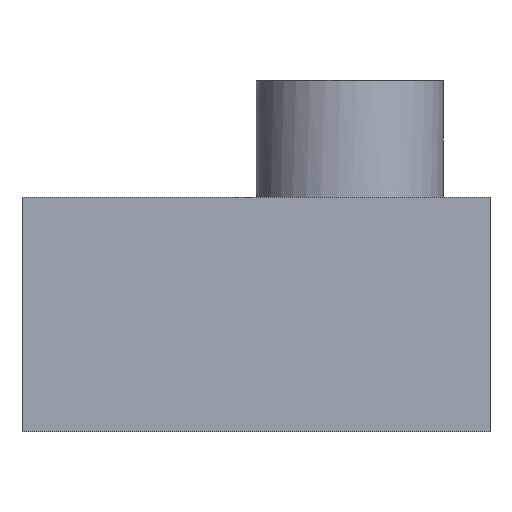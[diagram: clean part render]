
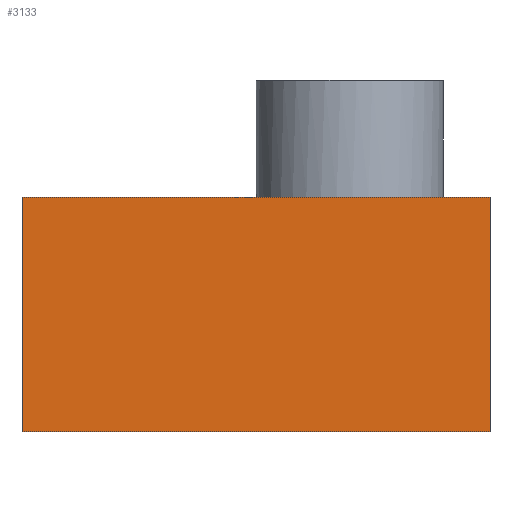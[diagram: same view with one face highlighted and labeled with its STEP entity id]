
A CAD part, front view. The second image highlights one B-rep face of the part: STEP entity #3133.
In plain terms, the highlighted planar face has unit normal (0, -1, 0).
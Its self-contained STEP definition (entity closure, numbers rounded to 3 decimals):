
#3133 = ADVANCED_FACE('',(#3134),#3147,.T.);
#3134 = FACE_BOUND('',#3135,.T.);
#3135 = EDGE_LOOP('',(#3136,#3157,#3171,#3185));
#3136 = ORIENTED_EDGE('',*,*,#3137,.T.);
#3137 = EDGE_CURVE('',#3138,#3140,#3142,.T.);
#3138 = VERTEX_POINT('',#3139);
#3139 = CARTESIAN_POINT('',(219.967,69.85,10.));
#3140 = VERTEX_POINT('',#3141);
#3141 = CARTESIAN_POINT('',(199.967,69.85,10.));
#3142 = SURFACE_CURVE('',#3143,(#3146),.PCURVE_S1.);
#3143 = B_SPLINE_CURVE_WITH_KNOTS('',1,(#3144,#3145),.UNSPECIFIED.,.F.,
  .F.,(2,2),(-20.,0.),.PIECEWISE_BEZIER_KNOTS.);
#3144 = CARTESIAN_POINT('',(219.967,69.85,10.));
#3145 = CARTESIAN_POINT('',(199.967,69.85,10.));
#3146 = PCURVE('',#3147,#3152);
#3147 = PLANE('',#3148);
#3148 = AXIS2_PLACEMENT_3D('',#3149,#3150,#3151);
#3149 = CARTESIAN_POINT('',(219.967,69.85,0.));
#3150 = DIRECTION('',(0.,-1.,0.));
#3151 = DIRECTION('',(0.,0.,-1.));
#3152 = DEFINITIONAL_REPRESENTATION('',(#3153),#3156);
#3153 = B_SPLINE_CURVE_WITH_KNOTS('',1,(#3154,#3155),.UNSPECIFIED.,.F.,
  .F.,(2,2),(-20.,0.),.PIECEWISE_BEZIER_KNOTS.);
#3154 = CARTESIAN_POINT('',(-10.,0.));
#3155 = CARTESIAN_POINT('',(-10.,-20.));
#3156 = ( GEOMETRIC_REPRESENTATION_CONTEXT(2) 
PARAMETRIC_REPRESENTATION_CONTEXT() REPRESENTATION_CONTEXT('2D SPACE',''
  ) );
#3157 = ORIENTED_EDGE('',*,*,#3158,.T.);
#3158 = EDGE_CURVE('',#3140,#3159,#3161,.T.);
#3159 = VERTEX_POINT('',#3160);
#3160 = CARTESIAN_POINT('',(199.967,69.85,0.));
#3161 = SURFACE_CURVE('',#3162,(#3165),.PCURVE_S1.);
#3162 = B_SPLINE_CURVE_WITH_KNOTS('',1,(#3163,#3164),.UNSPECIFIED.,.F.,
  .F.,(2,2),(0.,10.),.PIECEWISE_BEZIER_KNOTS.);
#3163 = CARTESIAN_POINT('',(199.967,69.85,10.));
#3164 = CARTESIAN_POINT('',(199.967,69.85,0.));
#3165 = PCURVE('',#3147,#3166);
#3166 = DEFINITIONAL_REPRESENTATION('',(#3167),#3170);
#3167 = B_SPLINE_CURVE_WITH_KNOTS('',1,(#3168,#3169),.UNSPECIFIED.,.F.,
  .F.,(2,2),(0.,10.),.PIECEWISE_BEZIER_KNOTS.);
#3168 = CARTESIAN_POINT('',(-10.,-20.));
#3169 = CARTESIAN_POINT('',(0.,-20.));
#3170 = ( GEOMETRIC_REPRESENTATION_CONTEXT(2) 
PARAMETRIC_REPRESENTATION_CONTEXT() REPRESENTATION_CONTEXT('2D SPACE',''
  ) );
#3171 = ORIENTED_EDGE('',*,*,#3172,.T.);
#3172 = EDGE_CURVE('',#3159,#3173,#3175,.T.);
#3173 = VERTEX_POINT('',#3174);
#3174 = CARTESIAN_POINT('',(219.967,69.85,0.));
#3175 = SURFACE_CURVE('',#3176,(#3179),.PCURVE_S1.);
#3176 = B_SPLINE_CURVE_WITH_KNOTS('',1,(#3177,#3178),.UNSPECIFIED.,.F.,
  .F.,(2,2),(0.,20.),.PIECEWISE_BEZIER_KNOTS.);
#3177 = CARTESIAN_POINT('',(199.967,69.85,0.));
#3178 = CARTESIAN_POINT('',(219.967,69.85,0.));
#3179 = PCURVE('',#3147,#3180);
#3180 = DEFINITIONAL_REPRESENTATION('',(#3181),#3184);
#3181 = B_SPLINE_CURVE_WITH_KNOTS('',1,(#3182,#3183),.UNSPECIFIED.,.F.,
  .F.,(2,2),(0.,20.),.PIECEWISE_BEZIER_KNOTS.);
#3182 = CARTESIAN_POINT('',(0.,-20.));
#3183 = CARTESIAN_POINT('',(0.,0.));
#3184 = ( GEOMETRIC_REPRESENTATION_CONTEXT(2) 
PARAMETRIC_REPRESENTATION_CONTEXT() REPRESENTATION_CONTEXT('2D SPACE',''
  ) );
#3185 = ORIENTED_EDGE('',*,*,#3186,.T.);
#3186 = EDGE_CURVE('',#3173,#3138,#3187,.T.);
#3187 = SURFACE_CURVE('',#3188,(#3191),.PCURVE_S1.);
#3188 = B_SPLINE_CURVE_WITH_KNOTS('',1,(#3189,#3190),.UNSPECIFIED.,.F.,
  .F.,(2,2),(0.,10.),.PIECEWISE_BEZIER_KNOTS.);
#3189 = CARTESIAN_POINT('',(219.967,69.85,0.));
#3190 = CARTESIAN_POINT('',(219.967,69.85,10.));
#3191 = PCURVE('',#3147,#3192);
#3192 = DEFINITIONAL_REPRESENTATION('',(#3193),#3196);
#3193 = B_SPLINE_CURVE_WITH_KNOTS('',1,(#3194,#3195),.UNSPECIFIED.,.F.,
  .F.,(2,2),(0.,10.),.PIECEWISE_BEZIER_KNOTS.);
#3194 = CARTESIAN_POINT('',(0.,0.));
#3195 = CARTESIAN_POINT('',(-10.,0.));
#3196 = ( GEOMETRIC_REPRESENTATION_CONTEXT(2) 
PARAMETRIC_REPRESENTATION_CONTEXT() REPRESENTATION_CONTEXT('2D SPACE',''
  ) );
